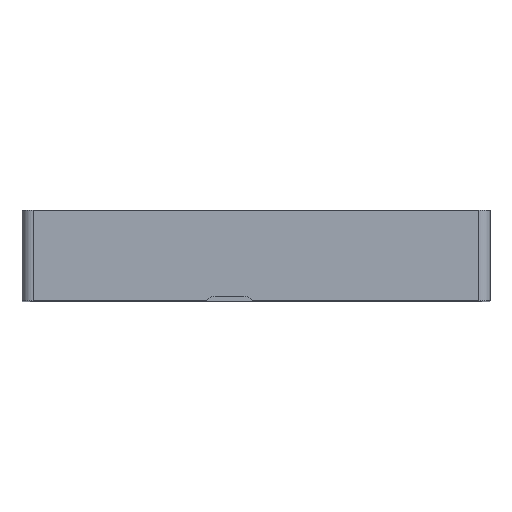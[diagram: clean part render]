
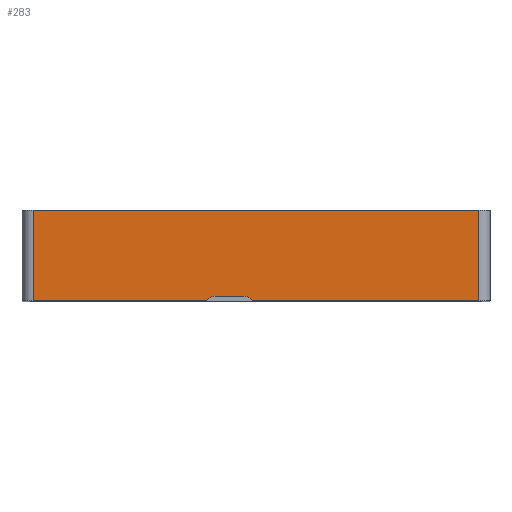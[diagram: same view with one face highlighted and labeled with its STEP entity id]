
A CAD part, top view. The second image highlights one B-rep face of the part: STEP entity #283.
In plain terms, the highlighted planar face has unit normal (0, 0, 1).
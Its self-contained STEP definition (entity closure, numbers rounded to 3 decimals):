
#13 = CARTESIAN_POINT ( 'NONE',  ( -7.31, -1.2, 52. ) ) ;
#91 = LINE ( 'NONE', #2121, #749 ) ;
#102 = CARTESIAN_POINT ( 'NONE',  ( -0.61, 0., 52. ) ) ;
#117 = VECTOR ( 'NONE', #1558, 1000. ) ;
#119 = AXIS2_PLACEMENT_3D ( 'NONE', #13, #231, #1616 ) ;
#147 = CARTESIAN_POINT ( 'NONE',  ( 40., 0., 52. ) ) ;
#178 = VERTEX_POINT ( 'NONE', #950 ) ;
#218 = ORIENTED_EDGE ( 'NONE', *, *, #557, .F. ) ;
#229 = ORIENTED_EDGE ( 'NONE', *, *, #1668, .T. ) ;
#231 = DIRECTION ( 'NONE',  ( 0., 0., 1. ) ) ;
#239 = PLANE ( 'NONE',  #670 ) ;
#283 = ADVANCED_FACE ( 'NONE', ( #1328 ), #239, .F. ) ;
#332 = DIRECTION ( 'NONE',  ( 0., 0., -1. ) ) ;
#336 = CARTESIAN_POINT ( 'NONE',  ( -7.31, 0.8, 52. ) ) ;
#374 = EDGE_CURVE ( 'NONE', #776, #178, #91, .T. ) ;
#386 = LINE ( 'NONE', #584, #1198 ) ;
#391 = CARTESIAN_POINT ( 'NONE',  ( -7.31, 0.8, 52. ) ) ;
#415 = CARTESIAN_POINT ( 'NONE',  ( -2.21, 0.8, 52. ) ) ;
#557 = EDGE_CURVE ( 'NONE', #1927, #1511, #2012, .T. ) ;
#584 = CARTESIAN_POINT ( 'NONE',  ( -40., 16.2, 52. ) ) ;
#598 = VECTOR ( 'NONE', #2249, 1000. ) ;
#621 = VECTOR ( 'NONE', #1141, 1000. ) ;
#664 = EDGE_CURVE ( 'NONE', #917, #776, #801, .T. ) ;
#670 = AXIS2_PLACEMENT_3D ( 'NONE', #2056, #1168, #1875 ) ;
#749 = VECTOR ( 'NONE', #1223, 1000. ) ;
#760 = ORIENTED_EDGE ( 'NONE', *, *, #2241, .F. ) ;
#761 = CARTESIAN_POINT ( 'NONE',  ( -40., 16.2, 52. ) ) ;
#776 = VERTEX_POINT ( 'NONE', #1390 ) ;
#801 = LINE ( 'NONE', #1525, #598 ) ;
#917 = VERTEX_POINT ( 'NONE', #761 ) ;
#928 = EDGE_CURVE ( 'NONE', #917, #1618, #386, .T. ) ;
#950 = CARTESIAN_POINT ( 'NONE',  ( -8.91, 0., 52. ) ) ;
#967 = EDGE_CURVE ( 'NONE', #1511, #178, #1603, .T. ) ;
#1030 = VECTOR ( 'NONE', #1987, 1000. ) ;
#1042 = ORIENTED_EDGE ( 'NONE', *, *, #374, .T. ) ;
#1141 = DIRECTION ( 'NONE',  ( 1., 0., 0. ) ) ;
#1168 = DIRECTION ( 'NONE',  ( 0., 0., -1. ) ) ;
#1198 = VECTOR ( 'NONE', #1485, 1000. ) ;
#1223 = DIRECTION ( 'NONE',  ( 1., 0., 0. ) ) ;
#1284 = CARTESIAN_POINT ( 'NONE',  ( -40., 0., 52. ) ) ;
#1308 = ORIENTED_EDGE ( 'NONE', *, *, #928, .F. ) ;
#1328 = FACE_OUTER_BOUND ( 'NONE', #2027, .T. ) ;
#1350 = VERTEX_POINT ( 'NONE', #102 ) ;
#1390 = CARTESIAN_POINT ( 'NONE',  ( -40., 0., 52. ) ) ;
#1431 = CARTESIAN_POINT ( 'NONE',  ( -2.21, -1.2, 52. ) ) ;
#1465 = CARTESIAN_POINT ( 'NONE',  ( 40., 16.2, 52. ) ) ;
#1485 = DIRECTION ( 'NONE',  ( 1., 0., 0. ) ) ;
#1488 = ORIENTED_EDGE ( 'NONE', *, *, #2252, .T. ) ;
#1511 = VERTEX_POINT ( 'NONE', #336 ) ;
#1525 = CARTESIAN_POINT ( 'NONE',  ( -40., 16.2, 52. ) ) ;
#1558 = DIRECTION ( 'NONE',  ( -1., 0., 0. ) ) ;
#1561 = ORIENTED_EDGE ( 'NONE', *, *, #967, .F. ) ;
#1603 = CIRCLE ( 'NONE', #119, 2. ) ;
#1616 = DIRECTION ( 'NONE',  ( 1., 0., 0. ) ) ;
#1618 = VERTEX_POINT ( 'NONE', #2225 ) ;
#1668 = EDGE_CURVE ( 'NONE', #1350, #2247, #2182, .T. ) ;
#1875 = DIRECTION ( 'NONE',  ( -1., 0., 0. ) ) ;
#1927 = VERTEX_POINT ( 'NONE', #415 ) ;
#1975 = ORIENTED_EDGE ( 'NONE', *, *, #664, .T. ) ;
#1987 = DIRECTION ( 'NONE',  ( 0., -1., 0. ) ) ;
#2000 = DIRECTION ( 'NONE',  ( -1., 0., 0. ) ) ;
#2012 = LINE ( 'NONE', #391, #117 ) ;
#2027 = EDGE_LOOP ( 'NONE', ( #1042, #1561, #218, #1488, #229, #760, #1308, #1975 ) ) ;
#2056 = CARTESIAN_POINT ( 'NONE',  ( -40., 16.2, 52. ) ) ;
#2121 = CARTESIAN_POINT ( 'NONE',  ( -40., 0., 52. ) ) ;
#2174 = LINE ( 'NONE', #1465, #1030 ) ;
#2182 = LINE ( 'NONE', #1284, #621 ) ;
#2195 = CIRCLE ( 'NONE', #2341, 2. ) ;
#2225 = CARTESIAN_POINT ( 'NONE',  ( 40., 16.2, 52. ) ) ;
#2241 = EDGE_CURVE ( 'NONE', #1618, #2247, #2174, .T. ) ;
#2247 = VERTEX_POINT ( 'NONE', #147 ) ;
#2249 = DIRECTION ( 'NONE',  ( 0., -1., 0. ) ) ;
#2252 = EDGE_CURVE ( 'NONE', #1927, #1350, #2195, .T. ) ;
#2341 = AXIS2_PLACEMENT_3D ( 'NONE', #1431, #332, #2000 ) ;
